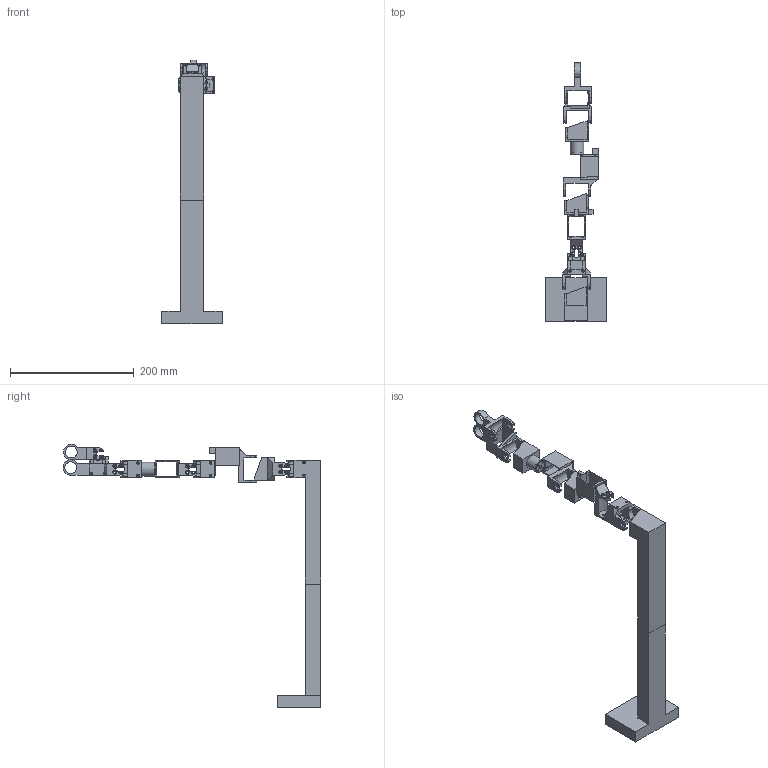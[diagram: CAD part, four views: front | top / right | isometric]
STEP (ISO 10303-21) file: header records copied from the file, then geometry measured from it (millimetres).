
FILE_DESCRIPTION(/* description */ (''),/* implementation_level */ '2;1');
FILE_NAME(/* name */ 'small-leader.step',/* time_stamp */ '2026-01-09T16:06:12+09:00',/* author */ (''),/* organization */ (''),/* preprocessor_version */ 'ST-DEVELOPER v20.1',/* originating_system */ 'Autodesk Translation Framework v14.21.0.0',/* authorisation */ '');
FILE_SCHEMA (('AUTOMOTIVE_DESIGN { 1 0 10303 214 3 1 1 }'));
Length unit declared in the file: millimetre
Products named in the file (9): small-leader; コンポーネント2; コンポーネント4; コンポーネント3; コンポーネント5; コンポーネント6; コンポーネント7; コンポーネント8; コンポーネント9
Assembly tree (9 placements, depth 2):
  small-leader
    コンポーネント2
    コンポーネント3  x2
    コンポーネント4
    コンポーネント5
    コンポーネント6
    コンポーネント7
    コンポーネント8
    コンポーネント9
Bounding box: 97.7 x 416.99 x 425.96 mm (x, y, z)
Volume: 598582 mm3; surface area: 154810.3 mm2
Topology: 9 solids, 9 shells, 634 faces, 1608 edges, 1050 vertices
Faces by surface type: plane 382, cylinder 250, cone 2
Full cylindrical faces by diameter (mm): 1.5 x42, 2.5 x8, 3 x40, 4 x42, 6 x30, 19.2 x2, 22 x1
Entity records: 16782 total; most frequent: DIRECTION 2930, CARTESIAN_POINT 2789, ORIENTED_EDGE 2718, EDGE_CURVE 1359, AXIS2_PLACEMENT_3D 1017, LINE 896, VECTOR 896, VERTEX_POINT 876
